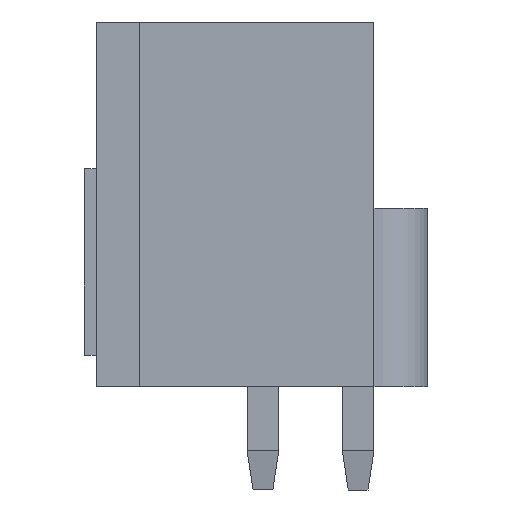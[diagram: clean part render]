
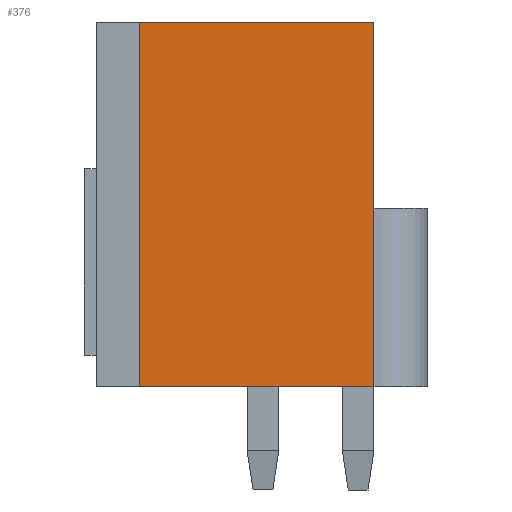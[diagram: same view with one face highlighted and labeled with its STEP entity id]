
A CAD part, left-side view. The second image highlights one B-rep face of the part: STEP entity #376.
In plain terms, the highlighted planar face has unit normal (-1, 0, 0).
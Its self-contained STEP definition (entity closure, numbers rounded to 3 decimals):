
#376 = ADVANCED_FACE( '', ( #984 ), #985, .T. );
#984 = FACE_OUTER_BOUND( '', #1878, .T. );
#985 = PLANE( '', #1879 );
#1878 = EDGE_LOOP( '', ( #3037, #3038, #3039, #3040 ) );
#1879 = AXIS2_PLACEMENT_3D( '', #3041, #3042, #3043 );
#3037 = ORIENTED_EDGE( '', *, *, #5270, .T. );
#3038 = ORIENTED_EDGE( '', *, *, #5103, .T. );
#3039 = ORIENTED_EDGE( '', *, *, #5183, .T. );
#3040 = ORIENTED_EDGE( '', *, *, #5271, .T. );
#3041 = CARTESIAN_POINT( '', ( -4.5, 0., 0. ) );
#3042 = DIRECTION( '', ( -1., 0., 0. ) );
#3043 = DIRECTION( '', ( 0., 0., 1. ) );
#5103 = EDGE_CURVE( '', #6094, #6092, #6095, .T. );
#5183 = EDGE_CURVE( '', #6092, #6246, #6248, .T. );
#5270 = EDGE_CURVE( '', #6391, #6094, #6392, .T. );
#5271 = EDGE_CURVE( '', #6246, #6391, #6393, .T. );
#6092 = VERTEX_POINT( '', #7519 );
#6094 = VERTEX_POINT( '', #7522 );
#6095 = LINE( '', #7523, #7524 );
#6246 = VERTEX_POINT( '', #7746 );
#6248 = LINE( '', #7749, #7750 );
#6391 = VERTEX_POINT( '', #7955 );
#6392 = LINE( '', #7956, #7957 );
#6393 = LINE( '', #7958, #7959 );
#7519 = CARTESIAN_POINT( '', ( -4.5, 0., 9.2 ) );
#7522 = CARTESIAN_POINT( '', ( -4.5, 0., 0. ) );
#7523 = CARTESIAN_POINT( '', ( -4.5, 0., 0. ) );
#7524 = VECTOR( '', #9352, 1000. );
#7746 = CARTESIAN_POINT( '', ( -4.5, 5.9, 9.2 ) );
#7749 = CARTESIAN_POINT( '', ( -4.5, 0., 9.2 ) );
#7750 = VECTOR( '', #9443, 1000. );
#7955 = CARTESIAN_POINT( '', ( -4.5, 5.9, 0. ) );
#7956 = CARTESIAN_POINT( '', ( -4.5, 5.9, 0. ) );
#7957 = VECTOR( '', #9524, 1000. );
#7958 = CARTESIAN_POINT( '', ( -4.5, 5.9, 9.2 ) );
#7959 = VECTOR( '', #9525, 1000. );
#9352 = DIRECTION( '', ( 0., 0., 1. ) );
#9443 = DIRECTION( '', ( 0., 1., 0. ) );
#9524 = DIRECTION( '', ( 0., -1., 0. ) );
#9525 = DIRECTION( '', ( 0., 0., -1. ) );
